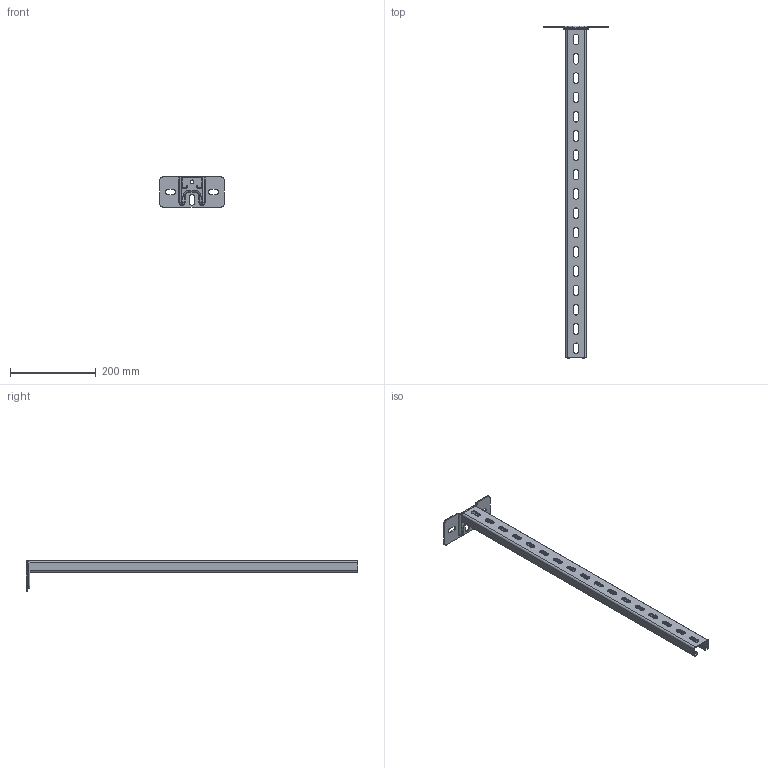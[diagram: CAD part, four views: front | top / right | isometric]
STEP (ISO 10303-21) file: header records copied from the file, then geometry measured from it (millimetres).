
FILE_DESCRIPTION (( 'STEP AP203' ), '1' );
FILE_NAME ('10-02-1493.STEP', '2013-05-02T11:57:10', ( 'asennus' ), ( '' ), 'SwSTEP 2.0', 'SolidWorks 2013', '' );
FILE_SCHEMA (( 'CONFIG_CONTROL_DESIGN' ));
Length unit declared in the file: millimetre
Products named in the file (1): 10-02-1493
Bounding box: 150 x 774 x 70 mm (x, y, z)
Volume: 203894.9 mm3; surface area: 201043.3 mm2
Topology: 2 solids, 2 shells, 221 faces, 571 edges, 354 vertices
Faces by surface type: cylinder 105, plane 100, torus 16
Entity records: 6870 total; most frequent: DIRECTION 1241, CARTESIAN_POINT 1147, ORIENTED_EDGE 1142, EDGE_CURVE 571, AXIS2_PLACEMENT_3D 448, VERTEX_POINT 354, LINE 345, VECTOR 345
